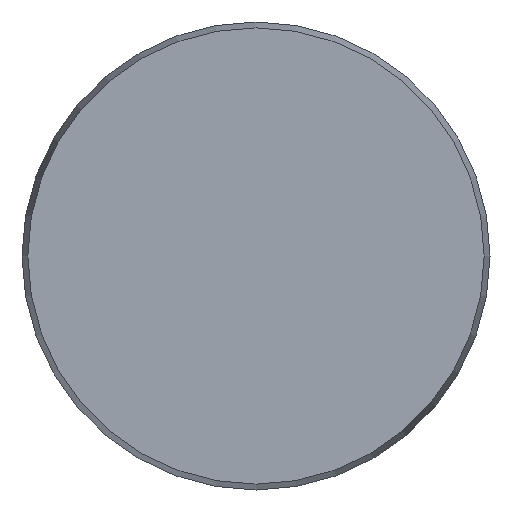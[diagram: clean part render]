
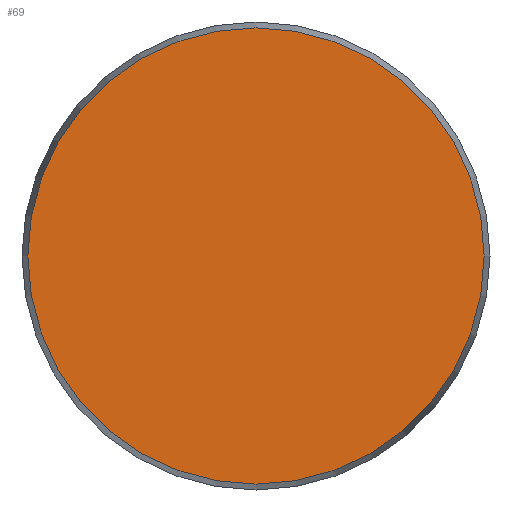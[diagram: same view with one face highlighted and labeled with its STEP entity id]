
A CAD part, front view. The second image highlights one B-rep face of the part: STEP entity #69.
In plain terms, the highlighted planar face has unit normal (0, -1, 0).
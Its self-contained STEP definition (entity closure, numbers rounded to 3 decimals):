
#69 = ADVANCED_FACE( '', ( #167 ), #168, .F. );
#167 = FACE_OUTER_BOUND( '', #306, .T. );
#168 = PLANE( '', #307 );
#306 = EDGE_LOOP( '', ( #482 ) );
#307 = AXIS2_PLACEMENT_3D( '', #483, #484, #485 );
#482 = ORIENTED_EDGE( '', *, *, #760, .T. );
#483 = CARTESIAN_POINT( '', ( 48.75, 0., 0. ) );
#484 = DIRECTION( '', ( 0., 1., 0. ) );
#485 = DIRECTION( '', ( 0., 0., 1. ) );
#760 = EDGE_CURVE( '', #872, #872, #873, .T. );
#872 = VERTEX_POINT( '', #1034 );
#873 = CIRCLE( '', #1035, 48.75 );
#1034 = CARTESIAN_POINT( '', ( 0., 0., -48.75 ) );
#1035 = AXIS2_PLACEMENT_3D( '', #1326, #1327, #1328 );
#1326 = CARTESIAN_POINT( '', ( 0., 0., 0. ) );
#1327 = DIRECTION( '', ( 0., -1., 0. ) );
#1328 = DIRECTION( '', ( 0., 0., -1. ) );
